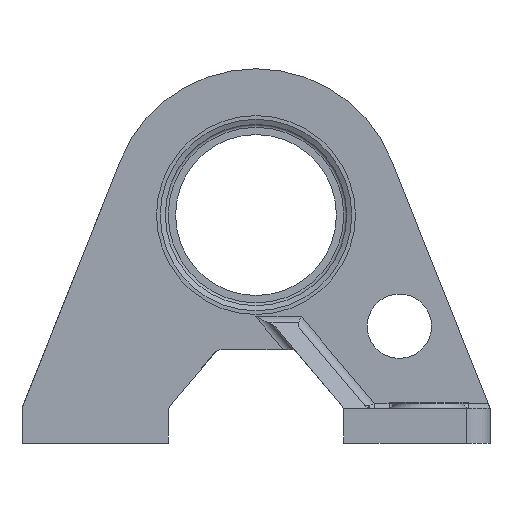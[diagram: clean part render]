
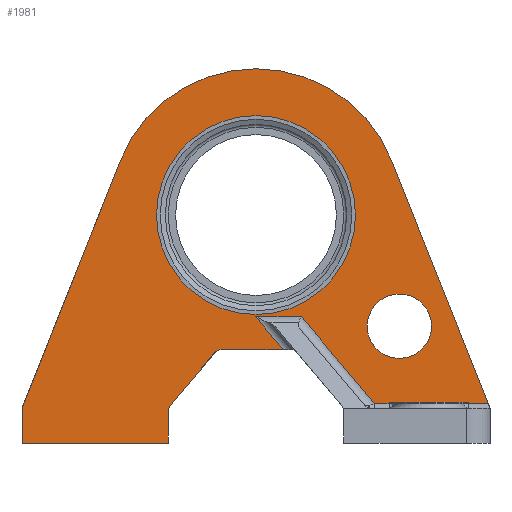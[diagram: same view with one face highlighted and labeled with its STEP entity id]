
A CAD part, left-side view. The second image highlights one B-rep face of the part: STEP entity #1981.
In plain terms, the highlighted planar face has unit normal (-1, 0, 0).
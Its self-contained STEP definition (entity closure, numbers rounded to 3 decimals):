
#98=LINE('',#3002,#232);
#100=LINE('',#3010,#234);
#102=LINE('',#3018,#236);
#103=LINE('',#3020,#237);
#104=LINE('',#3024,#238);
#105=LINE('',#3026,#239);
#106=LINE('',#3028,#240);
#107=LINE('',#3030,#241);
#108=LINE('',#3034,#242);
#109=LINE('',#3038,#243);
#110=LINE('',#3040,#244);
#111=LINE('',#3042,#245);
#112=LINE('',#3044,#246);
#113=LINE('',#3046,#247);
#114=LINE('',#3047,#248);
#232=VECTOR('',#2405,0.5);
#234=VECTOR('',#2413,6.904);
#236=VECTOR('',#2423,27.);
#237=VECTOR('',#2424,89.249);
#238=VECTOR('',#2427,90.863);
#239=VECTOR('',#2428,12.);
#240=VECTOR('',#2429,50.);
#241=VECTOR('',#2430,10.908);
#242=VECTOR('',#2433,23.617);
#243=VECTOR('',#2436,21.121);
#244=VECTOR('',#2437,14.675);
#245=VECTOR('',#2438,15.665);
#246=VECTOR('',#2439,38.825);
#247=VECTOR('',#2440,5.01);
#248=VECTOR('',#2441,0.5);
#378=PLANE('',#2134);
#433=FACE_BOUND('',#599,.T.);
#434=FACE_BOUND('',#600,.T.);
#435=FACE_BOUND('',#601,.T.);
#599=EDGE_LOOP('',(#1339));
#600=EDGE_LOOP('',(#1340));
#601=EDGE_LOOP('',(#1341,#1342,#1343,#1344,#1345,#1346,#1347,#1348,#1349,
#1350,#1351,#1352,#1353,#1354,#1355,#1356,#1357,#1358));
#718=CIRCLE('',#2093,34.);
#735=CIRCLE('',#2124,11.);
#741=CIRCLE('',#2135,50.);
#742=CIRCLE('',#2136,3.);
#743=CIRCLE('',#2137,3.);
#816=VERTEX_POINT('',#2945);
#833=VERTEX_POINT('',#2993);
#836=VERTEX_POINT('',#2999);
#837=VERTEX_POINT('',#3001);
#840=VERTEX_POINT('',#3008);
#842=VERTEX_POINT('',#3017);
#843=VERTEX_POINT('',#3019);
#844=VERTEX_POINT('',#3021);
#845=VERTEX_POINT('',#3023);
#846=VERTEX_POINT('',#3025);
#847=VERTEX_POINT('',#3027);
#848=VERTEX_POINT('',#3029);
#849=VERTEX_POINT('',#3031);
#850=VERTEX_POINT('',#3033);
#851=VERTEX_POINT('',#3035);
#852=VERTEX_POINT('',#3037);
#853=VERTEX_POINT('',#3039);
#854=VERTEX_POINT('',#3041);
#855=VERTEX_POINT('',#3043);
#856=VERTEX_POINT('',#3045);
#1004=EDGE_CURVE('',#816,#816,#718,.T.);
#1021=EDGE_CURVE('',#833,#833,#735,.T.);
#1024=EDGE_CURVE('',#836,#837,#98,.T.);
#1028=EDGE_CURVE('',#840,#836,#100,.T.);
#1032=EDGE_CURVE('',#842,#837,#102,.T.);
#1033=EDGE_CURVE('',#840,#843,#103,.T.);
#1034=EDGE_CURVE('',#843,#844,#741,.T.);
#1035=EDGE_CURVE('',#844,#845,#104,.T.);
#1036=EDGE_CURVE('',#845,#846,#105,.T.);
#1037=EDGE_CURVE('',#846,#847,#106,.T.);
#1038=EDGE_CURVE('',#847,#848,#107,.T.);
#1039=EDGE_CURVE('',#849,#848,#742,.T.);
#1040=EDGE_CURVE('',#849,#850,#108,.T.);
#1041=EDGE_CURVE('',#851,#850,#743,.T.);
#1042=EDGE_CURVE('',#851,#852,#109,.T.);
#1043=EDGE_CURVE('',#853,#852,#110,.T.);
#1044=EDGE_CURVE('',#854,#853,#111,.T.);
#1045=EDGE_CURVE('',#855,#854,#112,.T.);
#1046=EDGE_CURVE('',#856,#855,#113,.T.);
#1047=EDGE_CURVE('',#842,#856,#114,.T.);
#1339=ORIENTED_EDGE('',*,*,#1004,.T.);
#1340=ORIENTED_EDGE('',*,*,#1021,.T.);
#1341=ORIENTED_EDGE('',*,*,#1032,.T.);
#1342=ORIENTED_EDGE('',*,*,#1024,.F.);
#1343=ORIENTED_EDGE('',*,*,#1028,.F.);
#1344=ORIENTED_EDGE('',*,*,#1033,.T.);
#1345=ORIENTED_EDGE('',*,*,#1034,.T.);
#1346=ORIENTED_EDGE('',*,*,#1035,.T.);
#1347=ORIENTED_EDGE('',*,*,#1036,.T.);
#1348=ORIENTED_EDGE('',*,*,#1037,.T.);
#1349=ORIENTED_EDGE('',*,*,#1038,.T.);
#1350=ORIENTED_EDGE('',*,*,#1039,.F.);
#1351=ORIENTED_EDGE('',*,*,#1040,.T.);
#1352=ORIENTED_EDGE('',*,*,#1041,.F.);
#1353=ORIENTED_EDGE('',*,*,#1042,.T.);
#1354=ORIENTED_EDGE('',*,*,#1043,.F.);
#1355=ORIENTED_EDGE('',*,*,#1044,.F.);
#1356=ORIENTED_EDGE('',*,*,#1045,.F.);
#1357=ORIENTED_EDGE('',*,*,#1046,.F.);
#1358=ORIENTED_EDGE('',*,*,#1047,.F.);
#1981=ADVANCED_FACE('',(#433,#434,#435),#378,.F.);
#2093=AXIS2_PLACEMENT_3D('',#2946,#2335,#2336);
#2124=AXIS2_PLACEMENT_3D('',#2994,#2397,#2398);
#2134=AXIS2_PLACEMENT_3D('',#3016,#2421,#2422);
#2135=AXIS2_PLACEMENT_3D('',#3022,#2425,#2426);
#2136=AXIS2_PLACEMENT_3D('',#3032,#2431,#2432);
#2137=AXIS2_PLACEMENT_3D('',#3036,#2434,#2435);
#2335=DIRECTION('center_axis',(1.,0.,0.));
#2336=DIRECTION('ref_axis',(0.,0.,1.));
#2397=DIRECTION('center_axis',(1.,0.,0.));
#2398=DIRECTION('ref_axis',(0.,0.,-1.));
#2405=DIRECTION('',(0.,0.,1.));
#2413=DIRECTION('',(0.,1.,0.));
#2421=DIRECTION('center_axis',(1.,0.,0.));
#2422=DIRECTION('ref_axis',(0.,0.,-1.));
#2423=DIRECTION('',(0.,-1.,0.));
#2424=DIRECTION('',(0.,0.369,0.929));
#2425=DIRECTION('center_axis',(-1.,0.,0.));
#2426=DIRECTION('ref_axis',(0.,-0.929,-0.369));
#2427=DIRECTION('',(0.,0.369,-0.929));
#2428=DIRECTION('',(0.,0.,-1.));
#2429=DIRECTION('',(0.,-1.,0.));
#2430=DIRECTION('',(0.,0.,1.));
#2431=DIRECTION('center_axis',(-1.,0.,0.));
#2432=DIRECTION('ref_axis',(0.,0.94,0.342));
#2433=DIRECTION('',(0.,-0.643,0.766));
#2434=DIRECTION('center_axis',(-1.,0.,0.));
#2435=DIRECTION('ref_axis',(0.,0.423,0.906));
#2436=DIRECTION('',(0.,-1.,0.));
#2437=DIRECTION('',(0.,-0.643,-0.766));
#2438=DIRECTION('',(0.,1.,0.));
#2439=DIRECTION('',(0.,0.643,0.766));
#2440=DIRECTION('',(0.,1.,0.));
#2441=DIRECTION('',(0.,0.,-1.));
#2945=CARTESIAN_POINT('',(-6.,0.,34.));
#2946=CARTESIAN_POINT('Origin',(-6.,0.,0.));
#2993=CARTESIAN_POINT('',(-6.,-49.,-27.));
#2994=CARTESIAN_POINT('Origin',(-6.,-49.,-38.));
#2999=CARTESIAN_POINT('',(-6.,-72.5,-64.5));
#3001=CARTESIAN_POINT('',(-6.,-72.5,-64.));
#3002=CARTESIAN_POINT('',(-6.,-72.5,-49.302));
#3008=CARTESIAN_POINT('',(-6.,-79.404,-64.5));
#3010=CARTESIAN_POINT('',(-6.,-26.979,-64.5));
#3016=CARTESIAN_POINT('Origin',(-6.,0.,-32.603));
#3017=CARTESIAN_POINT('',(-6.,-45.5,-64.));
#3018=CARTESIAN_POINT('',(-6.,-29.5,-64.));
#3019=CARTESIAN_POINT('',(-6.,-46.471,18.45));
#3020=CARTESIAN_POINT('',(-6.,-80.,-66.));
#3021=CARTESIAN_POINT('',(-6.,46.471,18.45));
#3022=CARTESIAN_POINT('Origin',(-6.,0.,0.));
#3023=CARTESIAN_POINT('',(-6.,80.,-66.));
#3024=CARTESIAN_POINT('',(-6.,46.471,18.45));
#3025=CARTESIAN_POINT('',(-6.,80.,-78.));
#3026=CARTESIAN_POINT('',(-6.,80.,-66.));
#3027=CARTESIAN_POINT('',(-6.,30.,-78.));
#3028=CARTESIAN_POINT('',(-6.,80.,-78.));
#3029=CARTESIAN_POINT('',(-6.,30.,-67.092));
#3030=CARTESIAN_POINT('',(-6.,30.,-78.));
#3031=CARTESIAN_POINT('',(-6.,29.298,-65.164));
#3032=CARTESIAN_POINT('Origin',(-6.,27.,-67.092));
#3033=CARTESIAN_POINT('',(-6.,14.117,-47.072));
#3034=CARTESIAN_POINT('',(-6.,30.,-66.));
#3035=CARTESIAN_POINT('',(-6.,11.819,-46.));
#3036=CARTESIAN_POINT('Origin',(-6.,11.819,-49.));
#3037=CARTESIAN_POINT('',(-6.,-9.302,-46.));
#3038=CARTESIAN_POINT('',(-6.,13.218,-46.));
#3039=CARTESIAN_POINT('',(-6.,0.131,-34.758));
#3040=CARTESIAN_POINT('',(-6.,-13.282,-50.743));
#3041=CARTESIAN_POINT('',(-6.,-15.534,-34.758));
#3042=CARTESIAN_POINT('',(-6.,-18.916,-34.758));
#3043=CARTESIAN_POINT('',(-6.,-40.49,-64.5));
#3044=CARTESIAN_POINT('',(-6.,-0.027,-16.279));
#3045=CARTESIAN_POINT('',(-6.,-45.5,-64.5));
#3046=CARTESIAN_POINT('',(-6.,-26.979,-64.5));
#3047=CARTESIAN_POINT('',(-6.,-45.5,-49.302));
